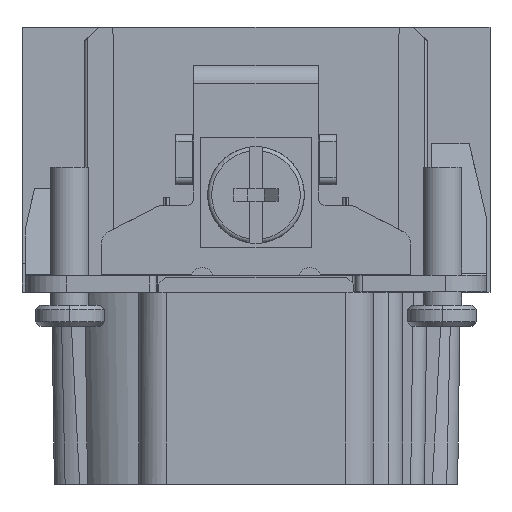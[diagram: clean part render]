
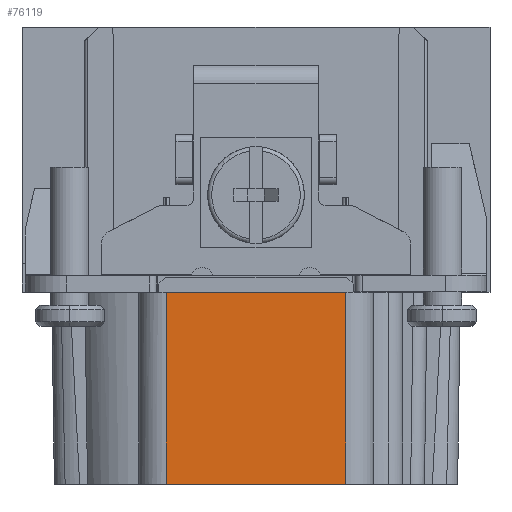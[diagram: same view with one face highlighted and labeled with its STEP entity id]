
A CAD part, front view. The second image highlights one B-rep face of the part: STEP entity #76119.
In plain terms, the highlighted planar face has unit normal (0, -1, 0).
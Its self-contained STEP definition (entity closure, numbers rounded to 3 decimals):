
#98=DIRECTION('',(1.,0.,0.));
#99=VECTOR('',#98,13.);
#100=CARTESIAN_POINT('',(-6.5,-55.4,0.1));
#101=LINE('',#100,#99);
#740=DIRECTION('',(0.,0.,1.));
#741=VECTOR('',#740,13.9);
#742=CARTESIAN_POINT('',(6.5,-55.4,0.1));
#743=LINE('',#742,#741);
#748=DIRECTION('',(0.,0.,-1.));
#749=VECTOR('',#748,13.9);
#750=CARTESIAN_POINT('',(-6.5,-55.4,14.));
#751=LINE('',#750,#749);
#13136=DIRECTION('',(-1.,0.,0.));
#13137=VECTOR('',#13136,13.);
#13138=CARTESIAN_POINT('',(6.5,-55.4,14.));
#13139=LINE('',#13138,#13137);
#57282=CARTESIAN_POINT('',(-6.5,-55.4,0.1));
#57283=VERTEX_POINT('',#57282);
#57284=CARTESIAN_POINT('',(6.5,-55.4,0.1));
#57285=VERTEX_POINT('',#57284);
#66713=CARTESIAN_POINT('',(6.5,-55.4,14.));
#66714=VERTEX_POINT('',#66713);
#66715=CARTESIAN_POINT('',(-6.5,-55.4,14.));
#66716=VERTEX_POINT('',#66715);
#76106=CARTESIAN_POINT('',(-8.5,-55.4,0.1));
#76107=DIRECTION('',(0.,1.,0.));
#76108=DIRECTION('',(1.,0.,0.));
#76109=AXIS2_PLACEMENT_3D('',#76106,#76107,#76108);
#76110=PLANE('',#76109);
#76112=ORIENTED_EDGE('',*,*,#76111,.F.);
#76114=ORIENTED_EDGE('',*,*,#76113,.F.);
#76115=ORIENTED_EDGE('',*,*,#76098,.F.);
#76116=ORIENTED_EDGE('',*,*,#75355,.F.);
#76117=EDGE_LOOP('',(#76112,#76114,#76115,#76116));
#76118=FACE_OUTER_BOUND('',#76117,.F.);
#76119=ADVANCED_FACE('',(#76118),#76110,.F.);
#75355=EDGE_CURVE('',#57283,#57285,#101,.T.);
#76098=EDGE_CURVE('',#57285,#66714,#743,.T.);
#76111=EDGE_CURVE('',#66716,#57283,#751,.T.);
#76113=EDGE_CURVE('',#66714,#66716,#13139,.T.);
